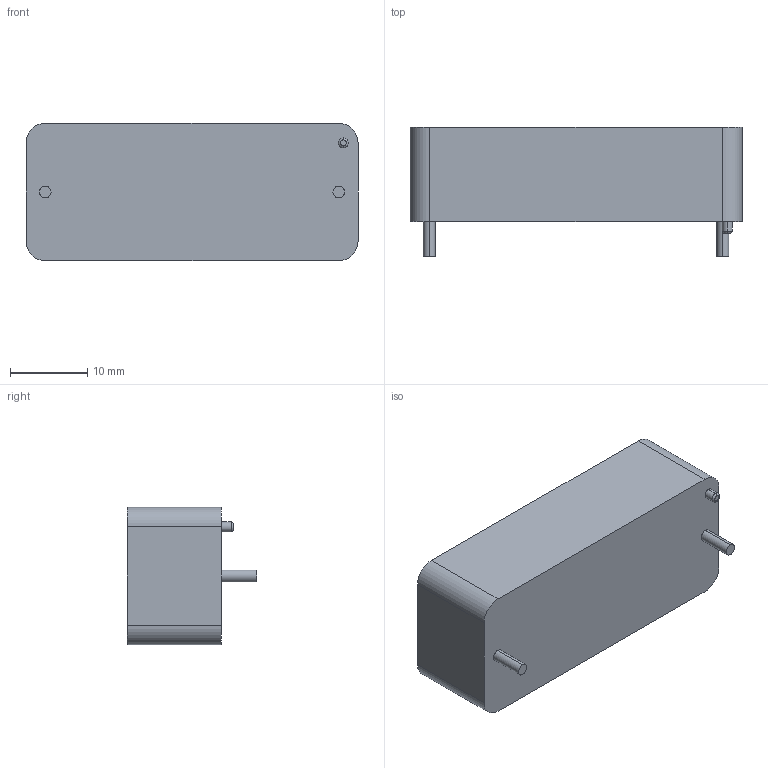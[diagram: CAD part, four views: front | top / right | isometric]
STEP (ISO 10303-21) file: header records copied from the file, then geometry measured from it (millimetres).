
FILE_DESCRIPTION (( 'STEP AP203' ), '1' );
FILE_NAME ('BH123A.STEP', '2014-06-13T19:56:22', ( 'Intern' ), ( '' ), 'SwSTEP 2.0', 'SolidWorks 2012', '' );
FILE_SCHEMA (( 'CONFIG_CONTROL_DESIGN' ));
Length unit declared in the file: inch
Products named in the file (1): BH123A
Bounding box: 42.93 x 16.76 x 17.78 mm (x, y, z)
Volume: 9256.3 mm3; surface area: 2991.9 mm2
Topology: 1 solids, 1 shells, 21 faces, 46 edges, 30 vertices
Faces by surface type: cylinder 10, plane 9, torus 2
Entity records: 667 total; most frequent: DIRECTION 114, CARTESIAN_POINT 98, ORIENTED_EDGE 92, EDGE_CURVE 46, AXIS2_PLACEMENT_3D 46, VERTEX_POINT 30, EDGE_LOOP 24, CIRCLE 24
